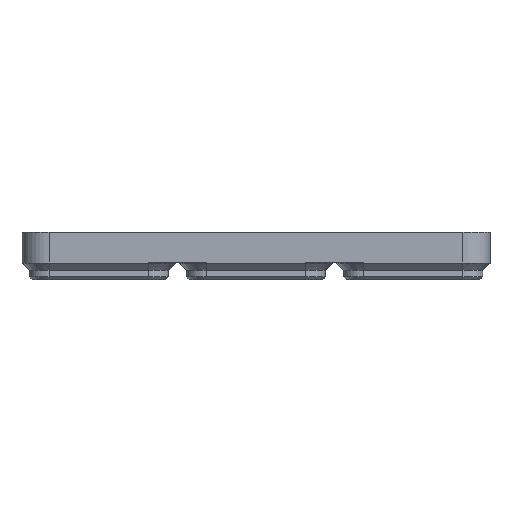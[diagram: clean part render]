
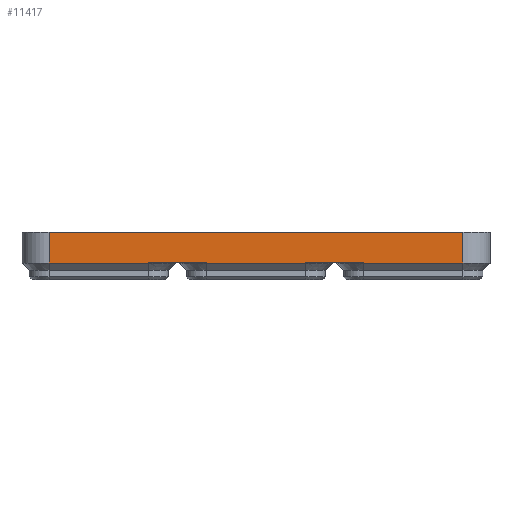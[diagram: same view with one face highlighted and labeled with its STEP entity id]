
A CAD part, front view. The second image highlights one B-rep face of the part: STEP entity #11417.
In plain terms, the highlighted planar face has unit normal (0, -1, 0).
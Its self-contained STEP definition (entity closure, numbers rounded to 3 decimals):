
#520=LINE('',#17515,#1616);
#524=LINE('',#17531,#1620);
#588=LINE('',#17717,#1684);
#589=LINE('',#17723,#1685);
#590=LINE('',#17726,#1686);
#591=LINE('',#17727,#1687);
#592=LINE('',#17729,#1688);
#593=LINE('',#17730,#1689);
#594=LINE('',#17732,#1690);
#595=LINE('',#17734,#1691);
#596=LINE('',#17735,#1692);
#597=LINE('',#17737,#1693);
#1616=VECTOR('',#13667,1000.);
#1620=VECTOR('',#13679,1000.);
#1684=VECTOR('',#13821,1000.);
#1685=VECTOR('',#13828,1000.);
#1686=VECTOR('',#13829,1000.);
#1687=VECTOR('',#13830,1000.);
#1688=VECTOR('',#13831,1000.);
#1689=VECTOR('',#13832,1000.);
#1690=VECTOR('',#13833,1000.);
#1691=VECTOR('',#13834,1000.);
#1692=VECTOR('',#13835,1000.);
#1693=VECTOR('',#13836,1000.);
#2896=ORIENTED_EDGE('',*,*,#6355,.T.);
#2897=ORIENTED_EDGE('',*,*,#6356,.T.);
#2898=ORIENTED_EDGE('',*,*,#6352,.F.);
#2899=ORIENTED_EDGE('',*,*,#6357,.T.);
#2900=ORIENTED_EDGE('',*,*,#6358,.T.);
#2901=ORIENTED_EDGE('',*,*,#6256,.F.);
#2902=ORIENTED_EDGE('',*,*,#6359,.F.);
#2903=ORIENTED_EDGE('',*,*,#6360,.T.);
#2904=ORIENTED_EDGE('',*,*,#6361,.T.);
#2905=ORIENTED_EDGE('',*,*,#6248,.F.);
#2906=ORIENTED_EDGE('',*,*,#6362,.F.);
#2907=ORIENTED_EDGE('',*,*,#6363,.T.);
#6248=EDGE_CURVE('',#7984,#7985,#520,.T.);
#6256=EDGE_CURVE('',#7992,#7993,#524,.T.);
#6352=EDGE_CURVE('',#8076,#8077,#588,.T.);
#6355=EDGE_CURVE('',#8078,#8079,#589,.T.);
#6356=EDGE_CURVE('',#8079,#8077,#590,.T.);
#6357=EDGE_CURVE('',#8076,#8080,#591,.T.);
#6358=EDGE_CURVE('',#8080,#7993,#592,.T.);
#6359=EDGE_CURVE('',#8081,#7992,#593,.T.);
#6360=EDGE_CURVE('',#8081,#8082,#594,.T.);
#6361=EDGE_CURVE('',#8082,#7985,#595,.T.);
#6362=EDGE_CURVE('',#8083,#7984,#596,.T.);
#6363=EDGE_CURVE('',#8083,#8078,#597,.T.);
#7984=VERTEX_POINT('',#17514);
#7985=VERTEX_POINT('',#17516);
#7992=VERTEX_POINT('',#17530);
#7993=VERTEX_POINT('',#17532);
#8076=VERTEX_POINT('',#17718);
#8077=VERTEX_POINT('',#17719);
#8078=VERTEX_POINT('',#17724);
#8079=VERTEX_POINT('',#17725);
#8080=VERTEX_POINT('',#17728);
#8081=VERTEX_POINT('',#17731);
#8082=VERTEX_POINT('',#17733);
#8083=VERTEX_POINT('',#17736);
#9454=EDGE_LOOP('',(#2896,#2897,#2898,#2899,#2900,#2901,#2902,#2903,#2904,
#2905,#2906,#2907));
#10260=FACE_BOUND('',#9454,.T.);
#11058=PLANE('',#12236);
#11417=ADVANCED_FACE('',(#10260),#11058,.F.);
#12236=AXIS2_PLACEMENT_3D('',#17722,#13826,#13827);
#13667=DIRECTION('',(-1.,0.,0.));
#13679=DIRECTION('',(-1.,0.,0.));
#13821=DIRECTION('',(0.,0.,1.));
#13826=DIRECTION('',(0.,1.,0.));
#13827=DIRECTION('',(0.,0.,1.));
#13828=DIRECTION('',(0.,0.,1.));
#13829=DIRECTION('',(-1.,0.,0.));
#13830=DIRECTION('',(1.,0.,0.));
#13831=DIRECTION('',(0.,0.,1.));
#13832=DIRECTION('',(0.,0.,1.));
#13833=DIRECTION('',(1.,0.,0.));
#13834=DIRECTION('',(0.,0.,1.));
#13835=DIRECTION('',(0.,0.,1.));
#13836=DIRECTION('',(1.,0.,0.));
#17514=CARTESIAN_POINT('',(28.75,-83.5,-1.));
#17515=CARTESIAN_POINT('',(0.,-83.5,-1.));
#17516=CARTESIAN_POINT('',(13.25,-83.5,-1.));
#17530=CARTESIAN_POINT('',(-13.25,-83.5,-1.));
#17531=CARTESIAN_POINT('',(0.,-83.5,-1.));
#17532=CARTESIAN_POINT('',(-28.75,-83.5,-1.));
#17717=CARTESIAN_POINT('',(-55.25,-83.5,-1.));
#17718=CARTESIAN_POINT('',(-55.25,-83.5,-1.25));
#17719=CARTESIAN_POINT('',(-55.25,-83.5,7.));
#17722=CARTESIAN_POINT('',(0.,-83.5,-1.));
#17723=CARTESIAN_POINT('',(55.25,-83.5,-1.));
#17724=CARTESIAN_POINT('',(55.25,-83.5,-1.25));
#17725=CARTESIAN_POINT('',(55.25,-83.5,7.));
#17726=CARTESIAN_POINT('',(0.,-83.5,7.));
#17727=CARTESIAN_POINT('',(-28.75,-83.5,-1.25));
#17728=CARTESIAN_POINT('',(-28.75,-83.5,-1.25));
#17729=CARTESIAN_POINT('',(-28.75,-83.5,-3.15));
#17730=CARTESIAN_POINT('',(-13.25,-83.5,-3.15));
#17731=CARTESIAN_POINT('',(-13.25,-83.5,-1.25));
#17732=CARTESIAN_POINT('',(13.25,-83.5,-1.25));
#17733=CARTESIAN_POINT('',(13.25,-83.5,-1.25));
#17734=CARTESIAN_POINT('',(13.25,-83.5,-3.15));
#17735=CARTESIAN_POINT('',(28.75,-83.5,-3.15));
#17736=CARTESIAN_POINT('',(28.75,-83.5,-1.25));
#17737=CARTESIAN_POINT('',(55.25,-83.5,-1.25));
